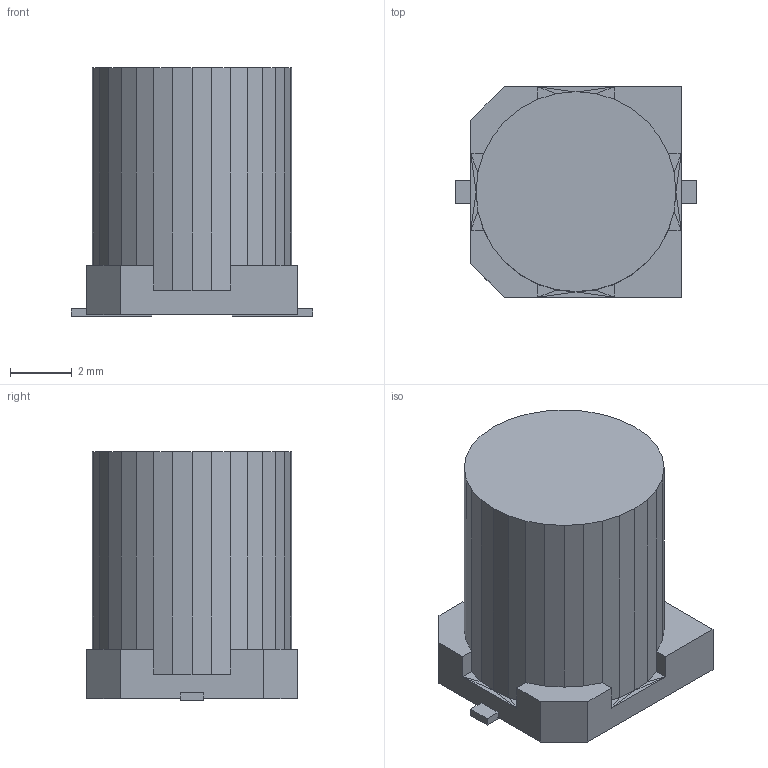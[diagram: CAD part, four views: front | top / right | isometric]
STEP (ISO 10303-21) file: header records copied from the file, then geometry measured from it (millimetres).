
FILE_DESCRIPTION(('FreeCAD Model'),'2;1');
FILE_NAME('EEEFKC151XAP.step','2018-01-25T07:53:47',( 'kicad StepUp'),('ksu MCAD'),'Open CASCADE STEP processor 6.8', 'FreeCAD','Unknown');
FILE_SCHEMA(('AUTOMOTIVE_DESIGN_CC2 { 1 2 10303 214 -1 1 5 4 }'));
Length unit declared in the file: millimetre
Products named in the file (1): EEEFKC151XAP
Bounding box: 7.8 x 6.81 x 8.05 mm (x, y, z)
Volume: 279.4 mm3; surface area: 274.2 mm2
Topology: 3 solids, 3 shells, 88 faces, 206 edges, 124 vertices
Faces by surface type: plane 88
Entity records: 3035 total; most frequent: CARTESIAN_POINT 419, ORIENTED_EDGE 412, DIRECTION 384, EDGE_CURVE 206, LINE 206, VECTOR 206, VERTEX_POINT 124, AXIS2_PLACEMENT_3D 89
